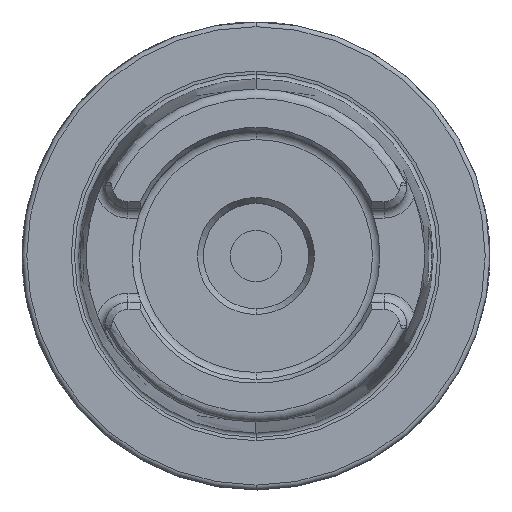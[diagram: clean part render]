
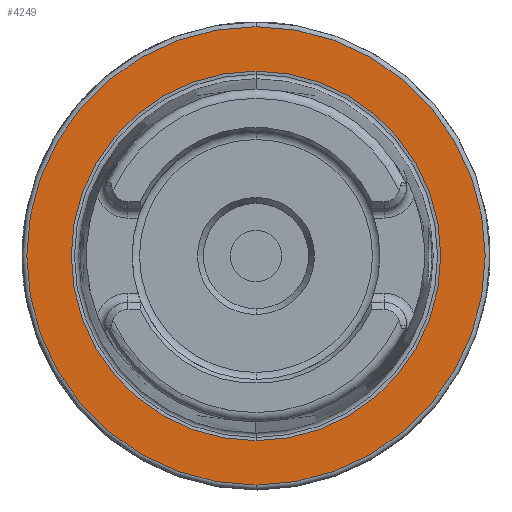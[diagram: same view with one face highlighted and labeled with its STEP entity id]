
A CAD part, top view. The second image highlights one B-rep face of the part: STEP entity #4249.
In plain terms, the highlighted planar face has unit normal (0, 0, 1).
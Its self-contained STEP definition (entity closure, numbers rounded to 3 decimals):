
#1122=CARTESIAN_POINT('',(0,0,29));
#1123=DIRECTION('',(0,0,1));
#1124=DIRECTION('',(0,1,0));
#1125=AXIS2_PLACEMENT_3D('',#1122,#1123,#1124);
#1127=CARTESIAN_POINT('',(0,0,29));
#1128=DIRECTION('',(0,0,-1));
#1129=DIRECTION('',(0,1,0));
#1130=AXIS2_PLACEMENT_3D('',#1127,#1128,#1129);
#1132=CARTESIAN_POINT('',(0,0,29));
#1133=DIRECTION('',(0,0,1));
#1134=DIRECTION('',(0,1,0));
#1135=AXIS2_PLACEMENT_3D('',#1132,#1133,#1134);
#1137=CARTESIAN_POINT('',(0,0,29));
#1138=DIRECTION('',(0,0,1));
#1139=DIRECTION('',(0,-1,0));
#1140=AXIS2_PLACEMENT_3D('',#1137,#1138,#1139);
#2801=CARTESIAN_POINT('',(0,39.499,29));
#2803=VERTEX_POINT('',#2801);
#2837=CARTESIAN_POINT('',(0,-39.499,29));
#2839=VERTEX_POINT('',#2837);
#2849=CARTESIAN_POINT('',(0,49,29));
#2850=CARTESIAN_POINT('',(0.,-49,29));
#2851=VERTEX_POINT('',#2849);
#2852=VERTEX_POINT('',#2850);
#4234=CARTESIAN_POINT('',(0,0,29));
#4235=DIRECTION('',(0,0,-1));
#4236=DIRECTION('',(0,-1,0));
#4237=AXIS2_PLACEMENT_3D('',#4234,#4235,#4236);
#4238=PLANE('',#4237);
#4240=ORIENTED_EDGE('',*,*,#4239,.F.);
#4242=ORIENTED_EDGE('',*,*,#4241,.F.);
#4243=EDGE_LOOP('',(#4240,#4242));
#4244=FACE_OUTER_BOUND('',#4243,.F.);
#4245=ORIENTED_EDGE('',*,*,#4216,.T.);
#4246=ORIENTED_EDGE('',*,*,#4227,.F.);
#4247=EDGE_LOOP('',(#4245,#4246));
#4248=FACE_BOUND('',#4247,.F.);
#4249=ADVANCED_FACE('',(#4244,#4248),#4238,.F.);
#1126=CIRCLE('',#1125,39.499);
#1131=CIRCLE('',#1130,39.499);
#1136=CIRCLE('',#1135,49);
#1141=CIRCLE('',#1140,49);
#4216=EDGE_CURVE('',#2803,#2839,#1126,.T.);
#4227=EDGE_CURVE('',#2803,#2839,#1131,.T.);
#4239=EDGE_CURVE('',#2851,#2852,#1136,.T.);
#4241=EDGE_CURVE('',#2852,#2851,#1141,.T.);
